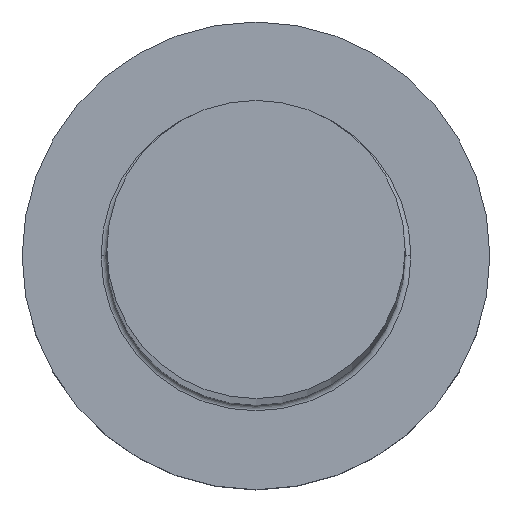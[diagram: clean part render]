
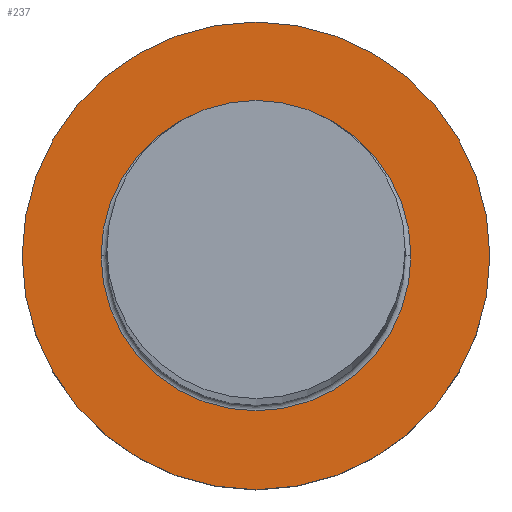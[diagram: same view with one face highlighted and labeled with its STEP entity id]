
A CAD part, top view. The second image highlights one B-rep face of the part: STEP entity #237.
In plain terms, the highlighted planar face has unit normal (0, 0, 1).
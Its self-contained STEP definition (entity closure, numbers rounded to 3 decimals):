
#4 = CARTESIAN_POINT ( 'NONE',  ( 5.3, 0., 5. ) ) ;
#8 = PLANE ( 'NONE',  #165 ) ;
#9 = CARTESIAN_POINT ( 'NONE',  ( 8., 0., 5. ) ) ;
#31 = VERTEX_POINT ( 'NONE', #170 ) ;
#32 = AXIS2_PLACEMENT_3D ( 'NONE', #130, #215, #198 ) ;
#48 = EDGE_LOOP ( 'NONE', ( #283, #226 ) ) ;
#61 = CARTESIAN_POINT ( 'NONE',  ( 0., 0., 5. ) ) ;
#64 = EDGE_LOOP ( 'NONE', ( #228, #212 ) ) ;
#77 = AXIS2_PLACEMENT_3D ( 'NONE', #131, #155, #267 ) ;
#86 = CARTESIAN_POINT ( 'NONE',  ( 0., 0., 5. ) ) ;
#94 = CIRCLE ( 'NONE', #32, 8. ) ;
#107 = FACE_BOUND ( 'NONE', #64, .T. ) ;
#118 = AXIS2_PLACEMENT_3D ( 'NONE', #86, #179, #270 ) ;
#125 = CIRCLE ( 'NONE', #77, 5.3 ) ;
#129 = DIRECTION ( 'NONE',  ( 0., 0., 1. ) ) ;
#130 = CARTESIAN_POINT ( 'NONE',  ( 0., 0., 5. ) ) ;
#131 = CARTESIAN_POINT ( 'NONE',  ( 0., 0., 5. ) ) ;
#155 = DIRECTION ( 'NONE',  ( 0., 0., -1. ) ) ;
#157 = DIRECTION ( 'NONE',  ( 0., 0., 1. ) ) ;
#165 = AXIS2_PLACEMENT_3D ( 'NONE', #61, #157, #297 ) ;
#170 = CARTESIAN_POINT ( 'NONE',  ( -5.3, 0., 5. ) ) ;
#172 = VERTEX_POINT ( 'NONE', #294 ) ;
#177 = FACE_OUTER_BOUND ( 'NONE', #48, .T. ) ;
#179 = DIRECTION ( 'NONE',  ( 0., 0., -1. ) ) ;
#188 = EDGE_CURVE ( 'NONE', #172, #236, #213, .T. ) ;
#196 = EDGE_CURVE ( 'NONE', #274, #31, #125, .T. ) ;
#198 = DIRECTION ( 'NONE',  ( 1., 0., 0. ) ) ;
#212 = ORIENTED_EDGE ( 'NONE', *, *, #259, .T. ) ;
#213 = CIRCLE ( 'NONE', #253, 8. ) ;
#215 = DIRECTION ( 'NONE',  ( 0., 0., 1. ) ) ;
#226 = ORIENTED_EDGE ( 'NONE', *, *, #271, .T. ) ;
#228 = ORIENTED_EDGE ( 'NONE', *, *, #196, .T. ) ;
#236 = VERTEX_POINT ( 'NONE', #9 ) ;
#237 = ADVANCED_FACE ( 'NONE', ( #107, #177 ), #8, .T. ) ;
#244 = CARTESIAN_POINT ( 'NONE',  ( 0., 0., 5. ) ) ;
#246 = CIRCLE ( 'NONE', #118, 5.3 ) ;
#253 = AXIS2_PLACEMENT_3D ( 'NONE', #244, #129, #266 ) ;
#259 = EDGE_CURVE ( 'NONE', #31, #274, #246, .T. ) ;
#266 = DIRECTION ( 'NONE',  ( 1., 0., 0. ) ) ;
#267 = DIRECTION ( 'NONE',  ( 1., 0., 0. ) ) ;
#270 = DIRECTION ( 'NONE',  ( 1., 0., 0. ) ) ;
#271 = EDGE_CURVE ( 'NONE', #236, #172, #94, .T. ) ;
#274 = VERTEX_POINT ( 'NONE', #4 ) ;
#283 = ORIENTED_EDGE ( 'NONE', *, *, #188, .T. ) ;
#294 = CARTESIAN_POINT ( 'NONE',  ( -8., 0., 5. ) ) ;
#297 = DIRECTION ( 'NONE',  ( 1., 0., 0. ) ) ;
